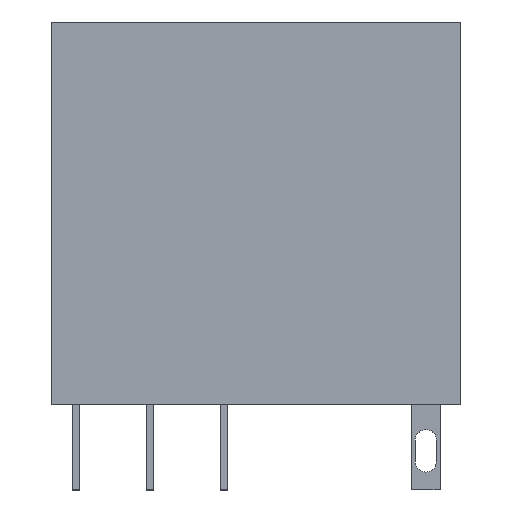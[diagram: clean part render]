
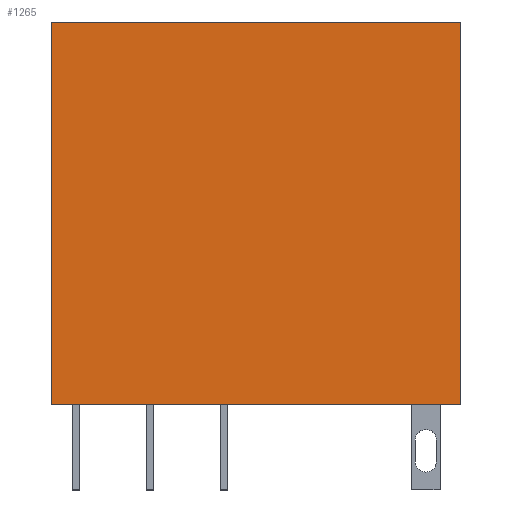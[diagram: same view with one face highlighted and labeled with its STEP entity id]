
A CAD part, top view. The second image highlights one B-rep face of the part: STEP entity #1265.
In plain terms, the highlighted planar face has unit normal (0, 0, 1).
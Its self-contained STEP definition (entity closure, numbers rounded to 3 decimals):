
#74 = VECTOR ( 'NONE', #625, 1000. ) ;
#126 = ORIENTED_EDGE ( 'NONE', *, *, #2345, .T. ) ;
#163 = VERTEX_POINT ( 'NONE', #526 ) ;
#201 = EDGE_LOOP ( 'NONE', ( #2198, #1429, #559, #126 ) ) ;
#252 = DIRECTION ( 'NONE',  ( 0., -1., 0. ) ) ;
#256 = FACE_OUTER_BOUND ( 'NONE', #201, .T. ) ;
#286 = DIRECTION ( 'NONE',  ( -1., 0., 0. ) ) ;
#334 = VERTEX_POINT ( 'NONE', #1366 ) ;
#470 = EDGE_CURVE ( 'NONE', #1951, #163, #1114, .T. ) ;
#526 = CARTESIAN_POINT ( 'NONE',  ( -14.4, 13.45, 12.6 ) ) ;
#559 = ORIENTED_EDGE ( 'NONE', *, *, #1677, .T. ) ;
#625 = DIRECTION ( 'NONE',  ( 1., 0., 0. ) ) ;
#681 = CARTESIAN_POINT ( 'NONE',  ( 14.4, 13.45, 12.6 ) ) ;
#737 = PLANE ( 'NONE',  #1666 ) ;
#789 = VECTOR ( 'NONE', #901, 1000. ) ;
#901 = DIRECTION ( 'NONE',  ( 0., 1., 0. ) ) ;
#1051 = CARTESIAN_POINT ( 'NONE',  ( -14.4, 13.45, 12.6 ) ) ;
#1109 = LINE ( 'NONE', #1899, #1193 ) ;
#1114 = LINE ( 'NONE', #1051, #1563 ) ;
#1193 = VECTOR ( 'NONE', #252, 1000. ) ;
#1265 = ADVANCED_FACE ( 'NONE', ( #256 ), #737, .F. ) ;
#1342 = LINE ( 'NONE', #1592, #74 ) ;
#1366 = CARTESIAN_POINT ( 'NONE',  ( -14.4, -13.45, 12.6 ) ) ;
#1429 = ORIENTED_EDGE ( 'NONE', *, *, #470, .T. ) ;
#1457 = CARTESIAN_POINT ( 'NONE',  ( 14.4, -13.45, 12.6 ) ) ;
#1560 = LINE ( 'NONE', #1457, #789 ) ;
#1563 = VECTOR ( 'NONE', #286, 1000. ) ;
#1564 = EDGE_CURVE ( 'NONE', #2445, #1951, #1560, .T. ) ;
#1592 = CARTESIAN_POINT ( 'NONE',  ( -14.4, -13.45, 12.6 ) ) ;
#1666 = AXIS2_PLACEMENT_3D ( 'NONE', #1929, #2329, #1920 ) ;
#1677 = EDGE_CURVE ( 'NONE', #163, #334, #1109, .T. ) ;
#1842 = CARTESIAN_POINT ( 'NONE',  ( 14.4, -13.45, 12.6 ) ) ;
#1899 = CARTESIAN_POINT ( 'NONE',  ( -14.4, -13.45, 12.6 ) ) ;
#1920 = DIRECTION ( 'NONE',  ( -1., 0., 0. ) ) ;
#1929 = CARTESIAN_POINT ( 'NONE',  ( 0., 0., 12.6 ) ) ;
#1951 = VERTEX_POINT ( 'NONE', #681 ) ;
#2198 = ORIENTED_EDGE ( 'NONE', *, *, #1564, .T. ) ;
#2329 = DIRECTION ( 'NONE',  ( 0., 0., -1. ) ) ;
#2345 = EDGE_CURVE ( 'NONE', #334, #2445, #1342, .T. ) ;
#2445 = VERTEX_POINT ( 'NONE', #1842 ) ;
